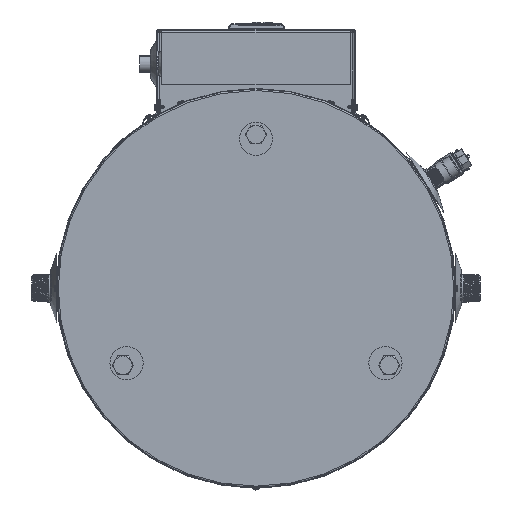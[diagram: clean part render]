
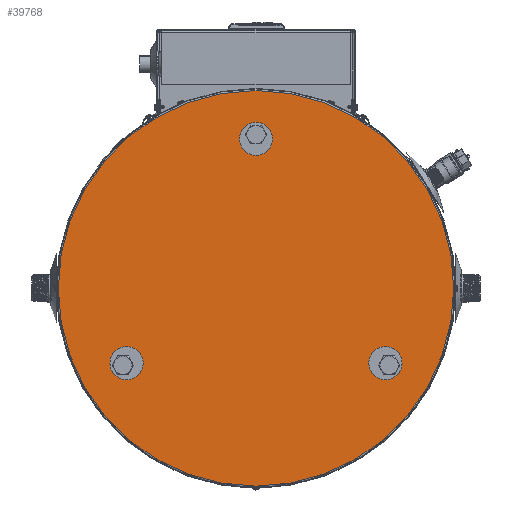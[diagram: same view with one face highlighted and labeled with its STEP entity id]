
A CAD part, front view. The second image highlights one B-rep face of the part: STEP entity #39768.
In plain terms, the highlighted planar face has unit normal (0, -1, 0).
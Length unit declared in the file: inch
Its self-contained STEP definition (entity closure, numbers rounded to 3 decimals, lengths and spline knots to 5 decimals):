
#146 = EDGE_LOOP ( 'NONE', ( #110150 ) ) ;
#877 = AXIS2_PLACEMENT_3D ( 'NONE', #23459, #22733, #124372 ) ;
#4017 = AXIS2_PLACEMENT_3D ( 'NONE', #143077, #5816, #96259 ) ;
#5031 = ORIENTED_EDGE ( 'NONE', *, *, #92154, .T. ) ;
#5794 = DIRECTION ( 'NONE',  ( 0., 1., 0. ) ) ;
#5816 = DIRECTION ( 'NONE',  ( 0., -1., 0. ) ) ;
#6736 = VERTEX_POINT ( 'NONE', #28343 ) ;
#8155 = FACE_BOUND ( 'NONE', #146, .T. ) ;
#9168 = EDGE_LOOP ( 'NONE', ( #141373 ) ) ;
#9650 = CARTESIAN_POINT ( 'NONE',  ( -8.79423, 1.47, -4.5 ) ) ;
#22733 = DIRECTION ( 'NONE',  ( 0., 1., 0. ) ) ;
#23459 = CARTESIAN_POINT ( 'NONE',  ( -7.79423, 1.47, -4.5 ) ) ;
#28294 = DIRECTION ( 'NONE',  ( 0., 1., 0. ) ) ;
#28343 = CARTESIAN_POINT ( 'NONE',  ( -1., 1.47, 9. ) ) ;
#31024 = DIRECTION ( 'NONE',  ( 0., 1., 0. ) ) ;
#31997 = CARTESIAN_POINT ( 'NONE',  ( 0., 1.47, 0. ) ) ;
#36215 = EDGE_CURVE ( 'NONE', #101937, #101937, #77585, .T. ) ;
#37049 = AXIS2_PLACEMENT_3D ( 'NONE', #63634, #5794, #75536 ) ;
#38382 = CARTESIAN_POINT ( 'NONE',  ( 6.79423, 1.47, -4.5 ) ) ;
#39768 = ADVANCED_FACE ( 'NONE', ( #97909, #132934, #8155, #40894 ), #143241, .F. ) ;
#40894 = FACE_OUTER_BOUND ( 'NONE', #51057, .T. ) ;
#48096 = AXIS2_PLACEMENT_3D ( 'NONE', #31997, #28294, #131448 ) ;
#51057 = EDGE_LOOP ( 'NONE', ( #137797 ) ) ;
#63135 = VERTEX_POINT ( 'NONE', #9650 ) ;
#63634 = CARTESIAN_POINT ( 'NONE',  ( 7.79423, 1.47, -4.5 ) ) ;
#69342 = CARTESIAN_POINT ( 'NONE',  ( 11.905, 1.47, 0. ) ) ;
#75536 = DIRECTION ( 'NONE',  ( -1., 0., 0. ) ) ;
#76243 = DIRECTION ( 'NONE',  ( -1., 0., 0. ) ) ;
#77585 = CIRCLE ( 'NONE', #4017, 11.905 ) ;
#92154 = EDGE_CURVE ( 'NONE', #63135, #63135, #126431, .T. ) ;
#93842 = CIRCLE ( 'NONE', #37049, 1. ) ;
#96259 = DIRECTION ( 'NONE',  ( 1., 0., 0. ) ) ;
#97909 = FACE_BOUND ( 'NONE', #9168, .T. ) ;
#101937 = VERTEX_POINT ( 'NONE', #69342 ) ;
#107683 = AXIS2_PLACEMENT_3D ( 'NONE', #135646, #31024, #76243 ) ;
#109894 = EDGE_LOOP ( 'NONE', ( #5031 ) ) ;
#110150 = ORIENTED_EDGE ( 'NONE', *, *, #124154, .T. ) ;
#113590 = EDGE_CURVE ( 'NONE', #140025, #140025, #93842, .T. ) ;
#121967 = CIRCLE ( 'NONE', #107683, 1. ) ;
#124154 = EDGE_CURVE ( 'NONE', #6736, #6736, #121967, .T. ) ;
#124372 = DIRECTION ( 'NONE',  ( -1., 0., 0. ) ) ;
#126431 = CIRCLE ( 'NONE', #877, 1. ) ;
#131448 = DIRECTION ( 'NONE',  ( -1., 0., 0. ) ) ;
#132934 = FACE_BOUND ( 'NONE', #109894, .T. ) ;
#135646 = CARTESIAN_POINT ( 'NONE',  ( 0., 1.47, 9. ) ) ;
#137797 = ORIENTED_EDGE ( 'NONE', *, *, #36215, .T. ) ;
#140025 = VERTEX_POINT ( 'NONE', #38382 ) ;
#141373 = ORIENTED_EDGE ( 'NONE', *, *, #113590, .T. ) ;
#143077 = CARTESIAN_POINT ( 'NONE',  ( 0., 1.47, 0. ) ) ;
#143241 = PLANE ( 'NONE',  #48096 ) ;
